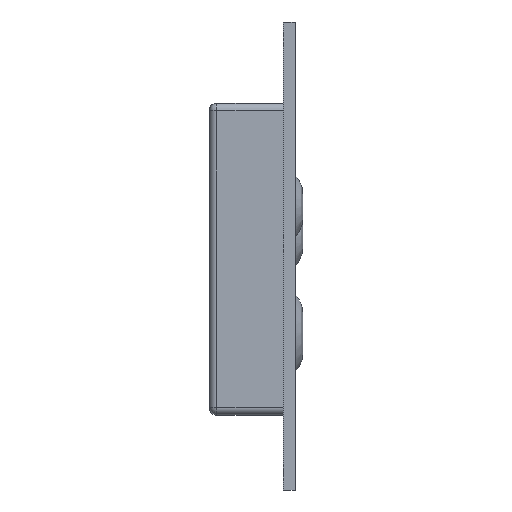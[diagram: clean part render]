
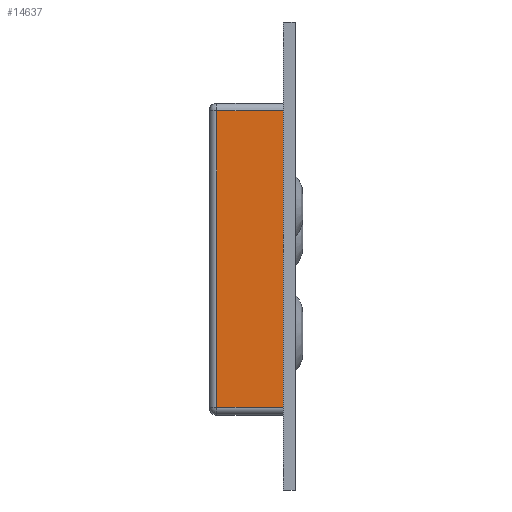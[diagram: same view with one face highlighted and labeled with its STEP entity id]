
A CAD part, left-side view. The second image highlights one B-rep face of the part: STEP entity #14637.
In plain terms, the highlighted planar face has unit normal (-1, 0, 0).
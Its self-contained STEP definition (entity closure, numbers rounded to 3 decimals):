
#8411 = VERTEX_POINT('',#8412);
#8412 = CARTESIAN_POINT('',(-9.334,1.5,46.552));
#8419 = EDGE_CURVE('',#8420,#8411,#8422,.T.);
#8420 = VERTEX_POINT('',#8421);
#8421 = CARTESIAN_POINT('',(-9.334,1.5,8.552));
#8422 = LINE('',#8423,#8424);
#8423 = CARTESIAN_POINT('',(-9.334,1.5,7.552));
#8424 = VECTOR('',#8425,1.);
#8425 = DIRECTION('',(0.,0.,1.));
#14637 = ADVANCED_FACE('',(#14638),#14663,.F.);
#14638 = FACE_BOUND('',#14639,.T.);
#14639 = EDGE_LOOP('',(#14640,#14641,#14649,#14657));
#14640 = ORIENTED_EDGE('',*,*,#8419,.T.);
#14641 = ORIENTED_EDGE('',*,*,#14642,.T.);
#14642 = EDGE_CURVE('',#8411,#14643,#14645,.T.);
#14643 = VERTEX_POINT('',#14644);
#14644 = CARTESIAN_POINT('',(-9.334,10.05,46.552));
#14645 = LINE('',#14646,#14647);
#14646 = CARTESIAN_POINT('',(-9.334,11.05,46.552));
#14647 = VECTOR('',#14648,1.);
#14648 = DIRECTION('',(-0.,1.,-0.));
#14649 = ORIENTED_EDGE('',*,*,#14650,.T.);
#14650 = EDGE_CURVE('',#14643,#14651,#14653,.T.);
#14651 = VERTEX_POINT('',#14652);
#14652 = CARTESIAN_POINT('',(-9.334,10.05,8.552));
#14653 = LINE('',#14654,#14655);
#14654 = CARTESIAN_POINT('',(-9.334,10.05,7.552));
#14655 = VECTOR('',#14656,1.);
#14656 = DIRECTION('',(0.,-0.,-1.));
#14657 = ORIENTED_EDGE('',*,*,#14658,.T.);
#14658 = EDGE_CURVE('',#14651,#8420,#14659,.T.);
#14659 = LINE('',#14660,#14661);
#14660 = CARTESIAN_POINT('',(-9.334,11.05,8.552));
#14661 = VECTOR('',#14662,1.);
#14662 = DIRECTION('',(0.,-1.,0.));
#14663 = PLANE('',#14664);
#14664 = AXIS2_PLACEMENT_3D('',#14665,#14666,#14667);
#14665 = CARTESIAN_POINT('',(-9.334,11.05,7.552));
#14666 = DIRECTION('',(1.,0.,0.));
#14667 = DIRECTION('',(0.,0.,-1.));
